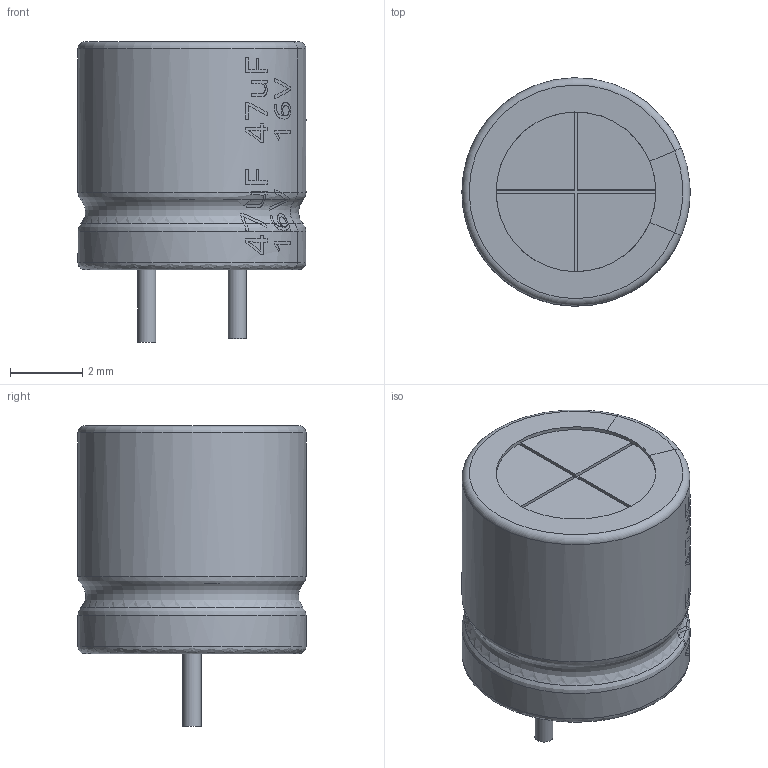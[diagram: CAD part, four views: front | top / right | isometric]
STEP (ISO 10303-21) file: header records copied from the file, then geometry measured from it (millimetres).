
FILE_DESCRIPTION(('FreeCAD Model'),'2;1');
FILE_NAME('Open CASCADE Shape Model','2021-08-20T15:35:20',( 'Anool Mahidharia'),('WyoLum'),'Open CASCADE STEP processor 7.4', 'FreeCAD','Unknown');
FILE_SCHEMA(('CONFIG_CONTROL_DESIGN','SHAPE_APPEARANCE_LAYER_MIM'));
Length unit declared in the file: millimetre
Products named in the file (1): CP_Radial_D63mm_P250mm001
Bounding box: 6.3 x 6.3 x 8.3 mm (x, y, z)
Volume: 188.3 mm3; surface area: 229.5 mm2
Topology: 1 solids, 2 shells, 77 faces, 319 edges, 262 vertices
Faces by surface type: cylinder 28, plane 23, bspline 13, revolution 11, torus 2
Full cylindrical faces by diameter (mm): 0.5 x2
Entity records: 7093 total; most frequent: CARTESIAN_POINT 3933, ORIENTED_EDGE 638, DIRECTION 421, EDGE_CURVE 319, VERTEX_POINT 262, AXIS2_PLACEMENT_3D 160, B_SPLINE_CURVE_WITH_KNOTS 134, FACE_BOUND 93
